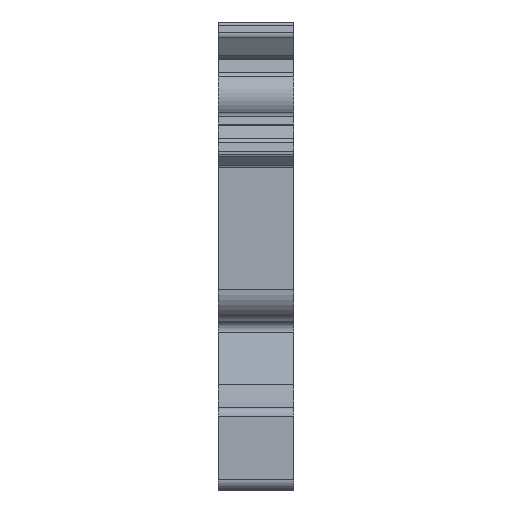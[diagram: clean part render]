
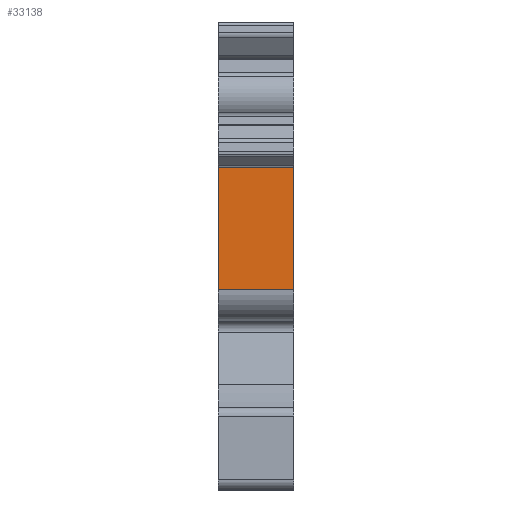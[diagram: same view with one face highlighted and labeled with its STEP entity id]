
A CAD part, left-side view. The second image highlights one B-rep face of the part: STEP entity #33138.
In plain terms, the highlighted planar face has unit normal (-1, 0, 0).
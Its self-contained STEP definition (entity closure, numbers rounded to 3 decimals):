
#494 = CARTESIAN_POINT ( 'NONE',  ( -59.2, 6., 8.734 ) ) ;
#675 = VERTEX_POINT ( 'NONE', #494 ) ;
#870 = ORIENTED_EDGE ( 'NONE', *, *, #17735, .F. ) ;
#1214 = AXIS2_PLACEMENT_3D ( 'NONE', #29313, #13637, #33194 ) ;
#2917 = ORIENTED_EDGE ( 'NONE', *, *, #32491, .T. ) ;
#3799 = LINE ( 'NONE', #16992, #5225 ) ;
#5225 = VECTOR ( 'NONE', #25876, 1000. ) ;
#6918 = EDGE_CURVE ( 'NONE', #38694, #31248, #21079, .T. ) ;
#7526 = VECTOR ( 'NONE', #38508, 1000. ) ;
#7635 = PLANE ( 'NONE',  #1214 ) ;
#7979 = CARTESIAN_POINT ( 'NONE',  ( -59.2, 6., 18.488 ) ) ;
#9208 = EDGE_CURVE ( 'NONE', #675, #11258, #3799, .T. ) ;
#11258 = VERTEX_POINT ( 'NONE', #7979 ) ;
#12951 = LINE ( 'NONE', #25930, #7526 ) ;
#13637 = DIRECTION ( 'NONE',  ( 1., 0., 0. ) ) ;
#14676 = DIRECTION ( 'NONE',  ( 0., -1., 0. ) ) ;
#15066 = ORIENTED_EDGE ( 'NONE', *, *, #9208, .F. ) ;
#16951 = CARTESIAN_POINT ( 'NONE',  ( -59.2, 6., 8.734 ) ) ;
#16992 = CARTESIAN_POINT ( 'NONE',  ( -59.2, 6., 8.734 ) ) ;
#17029 = ORIENTED_EDGE ( 'NONE', *, *, #6918, .T. ) ;
#17735 = EDGE_CURVE ( 'NONE', #11258, #31248, #12951, .T. ) ;
#18084 = VECTOR ( 'NONE', #14676, 1000. ) ;
#18165 = CARTESIAN_POINT ( 'NONE',  ( -59.2, 0., 8.734 ) ) ;
#21079 = LINE ( 'NONE', #18165, #40502 ) ;
#23116 = CARTESIAN_POINT ( 'NONE',  ( -59.2, 0., 8.734 ) ) ;
#25876 = DIRECTION ( 'NONE',  ( 0., 0., 1. ) ) ;
#25930 = CARTESIAN_POINT ( 'NONE',  ( -59.2, 6., 18.488 ) ) ;
#27080 = LINE ( 'NONE', #16951, #18084 ) ;
#29313 = CARTESIAN_POINT ( 'NONE',  ( -59.2, 6., 8.734 ) ) ;
#30400 = EDGE_LOOP ( 'NONE', ( #17029, #870, #15066, #2917 ) ) ;
#31248 = VERTEX_POINT ( 'NONE', #36360 ) ;
#32491 = EDGE_CURVE ( 'NONE', #675, #38694, #27080, .T. ) ;
#33138 = ADVANCED_FACE ( 'NONE', ( #35876 ), #7635, .F. ) ;
#33194 = DIRECTION ( 'NONE',  ( 0., -1., 0. ) ) ;
#33615 = DIRECTION ( 'NONE',  ( 0., 0., 1. ) ) ;
#35876 = FACE_OUTER_BOUND ( 'NONE', #30400, .T. ) ;
#36360 = CARTESIAN_POINT ( 'NONE',  ( -59.2, 0., 18.488 ) ) ;
#38508 = DIRECTION ( 'NONE',  ( 0., -1., 0. ) ) ;
#38694 = VERTEX_POINT ( 'NONE', #23116 ) ;
#40502 = VECTOR ( 'NONE', #33615, 1000. ) ;
